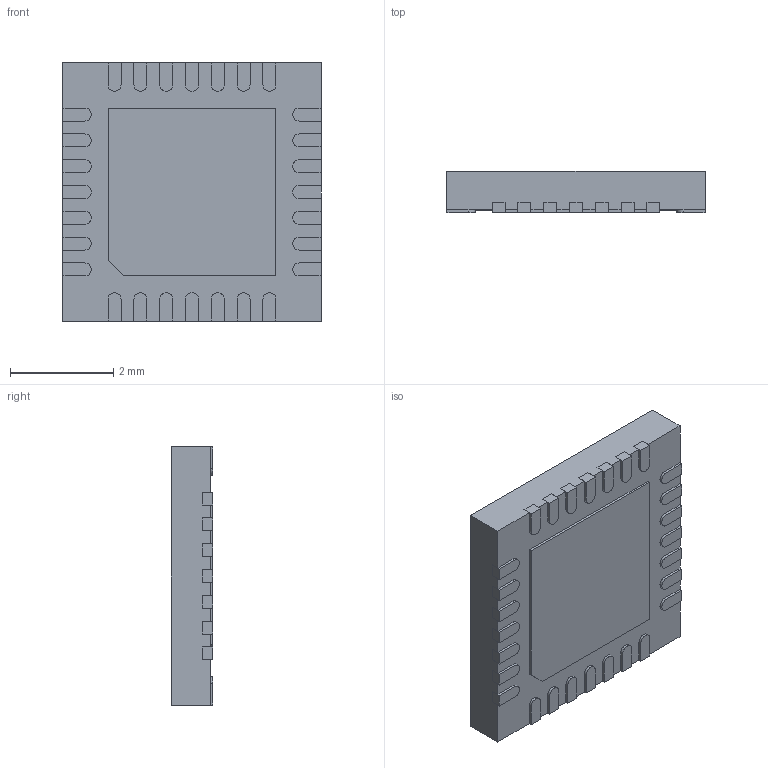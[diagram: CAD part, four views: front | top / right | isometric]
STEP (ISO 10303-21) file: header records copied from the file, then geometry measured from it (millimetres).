
FILE_DESCRIPTION (( 'STEP AP214' ), '1' );
FILE_NAME ('CP2102N-A01-GQFN28.STEP', '2019-11-08T12:37:45', ( '' ), ( '' ), 'SwSTEP 2.0', 'SolidWorks 2017', '' );
FILE_SCHEMA (( 'AUTOMOTIVE_DESIGN' ));
Length unit declared in the file: millimetre
Products named in the file (1): CP2102N-A01-GQFN28
Bounding box: 5 x 0.8 x 5 mm (x, y, z)
Volume: 19.5 mm3; surface area: 104.6 mm2
Topology: 31 solids, 31 shells, 390 faces, 978 edges, 652 vertices
Faces by surface type: plane 330, cylinder 60
Entity records: 11826 total; most frequent: CARTESIAN_POINT 2021, ORIENTED_EDGE 1956, DIRECTION 1880, EDGE_CURVE 978, LINE 858, VECTOR 858, VERTEX_POINT 652, AXIS2_PLACEMENT_3D 511
